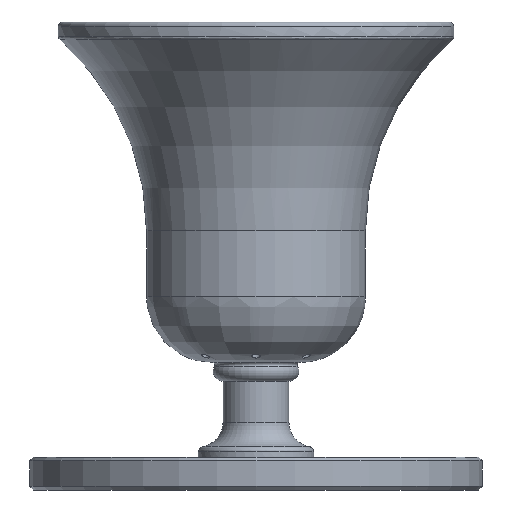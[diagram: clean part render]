
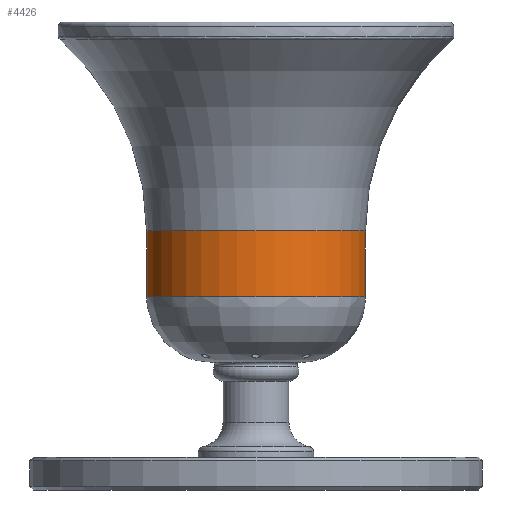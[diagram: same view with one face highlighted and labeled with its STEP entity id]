
A CAD part, front view. The second image highlights one B-rep face of the part: STEP entity #4426.
In plain terms, the highlighted cylindrical face has radius 33.2 mm (diameter 66.4 mm), a full revolution.
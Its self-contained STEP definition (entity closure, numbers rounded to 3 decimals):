
#2040 = SURFACE_OF_REVOLUTION('',#2041,#2046);
#2041 = CIRCLE('',#2042,19.909);
#2042 = AXIS2_PLACEMENT_3D('',#2043,#2044,#2045);
#2043 = CARTESIAN_POINT('',(13.291,0.,55.609)
  );
#2044 = DIRECTION('',(0.,-1.,0.));
#2045 = DIRECTION('',(1.,0.,0.));
#2046 = AXIS1_PLACEMENT('',#2047,#2048);
#2047 = CARTESIAN_POINT('',(0.,0.,0.));
#2048 = DIRECTION('',(0.,0.,-1.));
#2239 = VERTEX_POINT('',#2240);
#2240 = CARTESIAN_POINT('',(33.2,0.,55.609));
#2262 = EDGE_CURVE('',#2239,#2239,#2263,.T.);
#2263 = SURFACE_CURVE('',#2264,(#2269,#2276),.PCURVE_S1.);
#2264 = CIRCLE('',#2265,33.2);
#2265 = AXIS2_PLACEMENT_3D('',#2266,#2267,#2268);
#2266 = CARTESIAN_POINT('',(0.,0.,55.609));
#2267 = DIRECTION('',(0.,0.,-1.));
#2268 = DIRECTION('',(1.,0.,0.));
#2269 = PCURVE('',#2040,#2270);
#2270 = DEFINITIONAL_REPRESENTATION('',(#2271),#2275);
#2271 = LINE('',#2272,#2273);
#2272 = CARTESIAN_POINT('',(0.,6.283));
#2273 = VECTOR('',#2274,1.);
#2274 = DIRECTION('',(1.,0.));
#2275 = ( GEOMETRIC_REPRESENTATION_CONTEXT(2) 
PARAMETRIC_REPRESENTATION_CONTEXT() REPRESENTATION_CONTEXT('2D SPACE',''
  ) );
#2276 = PCURVE('',#2277,#2282);
#2277 = CYLINDRICAL_SURFACE('',#2278,33.2);
#2278 = AXIS2_PLACEMENT_3D('',#2279,#2280,#2281);
#2279 = CARTESIAN_POINT('',(0.,0.,55.609));
#2280 = DIRECTION('',(0.,0.,1.));
#2281 = DIRECTION('',(1.,0.,0.));
#2282 = DEFINITIONAL_REPRESENTATION('',(#2283),#2287);
#2283 = LINE('',#2284,#2285);
#2284 = CARTESIAN_POINT('',(-0.,0.));
#2285 = VECTOR('',#2286,1.);
#2286 = DIRECTION('',(-1.,0.));
#2287 = ( GEOMETRIC_REPRESENTATION_CONTEXT(2) 
PARAMETRIC_REPRESENTATION_CONTEXT() REPRESENTATION_CONTEXT('2D SPACE',''
  ) );
#4426 = ADVANCED_FACE('',(#4427),#2277,.T.);
#4427 = FACE_BOUND('',#4428,.F.);
#4428 = EDGE_LOOP('',(#4429,#4430,#4453,#4480));
#4429 = ORIENTED_EDGE('',*,*,#2262,.T.);
#4430 = ORIENTED_EDGE('',*,*,#4431,.T.);
#4431 = EDGE_CURVE('',#2239,#4432,#4434,.T.);
#4432 = VERTEX_POINT('',#4433);
#4433 = CARTESIAN_POINT('',(33.2,0.,75.609));
#4434 = SEAM_CURVE('',#4435,(#4439,#4446),.PCURVE_S1.);
#4435 = LINE('',#4436,#4437);
#4436 = CARTESIAN_POINT('',(33.2,0.,55.609));
#4437 = VECTOR('',#4438,1.);
#4438 = DIRECTION('',(0.,0.,1.));
#4439 = PCURVE('',#2277,#4440);
#4440 = DEFINITIONAL_REPRESENTATION('',(#4441),#4445);
#4441 = LINE('',#4442,#4443);
#4442 = CARTESIAN_POINT('',(-0.,0.));
#4443 = VECTOR('',#4444,1.);
#4444 = DIRECTION('',(-0.,1.));
#4445 = ( GEOMETRIC_REPRESENTATION_CONTEXT(2) 
PARAMETRIC_REPRESENTATION_CONTEXT() REPRESENTATION_CONTEXT('2D SPACE',''
  ) );
#4446 = PCURVE('',#2277,#4447);
#4447 = DEFINITIONAL_REPRESENTATION('',(#4448),#4452);
#4448 = LINE('',#4449,#4450);
#4449 = CARTESIAN_POINT('',(-6.283,0.));
#4450 = VECTOR('',#4451,1.);
#4451 = DIRECTION('',(-0.,1.));
#4452 = ( GEOMETRIC_REPRESENTATION_CONTEXT(2) 
PARAMETRIC_REPRESENTATION_CONTEXT() REPRESENTATION_CONTEXT('2D SPACE',''
  ) );
#4453 = ORIENTED_EDGE('',*,*,#4454,.F.);
#4454 = EDGE_CURVE('',#4432,#4432,#4455,.T.);
#4455 = SURFACE_CURVE('',#4456,(#4461,#4468),.PCURVE_S1.);
#4456 = CIRCLE('',#4457,33.2);
#4457 = AXIS2_PLACEMENT_3D('',#4458,#4459,#4460);
#4458 = CARTESIAN_POINT('',(0.,0.,75.609));
#4459 = DIRECTION('',(0.,0.,-1.));
#4460 = DIRECTION('',(1.,0.,0.));
#4461 = PCURVE('',#2277,#4462);
#4462 = DEFINITIONAL_REPRESENTATION('',(#4463),#4467);
#4463 = LINE('',#4464,#4465);
#4464 = CARTESIAN_POINT('',(-0.,20.));
#4465 = VECTOR('',#4466,1.);
#4466 = DIRECTION('',(-1.,0.));
#4467 = ( GEOMETRIC_REPRESENTATION_CONTEXT(2) 
PARAMETRIC_REPRESENTATION_CONTEXT() REPRESENTATION_CONTEXT('2D SPACE',''
  ) );
#4468 = PCURVE('',#4469,#4474);
#4469 = TOROIDAL_SURFACE('',#4470,109.992,76.792);
#4470 = AXIS2_PLACEMENT_3D('',#4471,#4472,#4473);
#4471 = CARTESIAN_POINT('',(0.,0.,75.609));
#4472 = DIRECTION('',(0.,0.,1.));
#4473 = DIRECTION('',(1.,0.,0.));
#4474 = DEFINITIONAL_REPRESENTATION('',(#4475),#4479);
#4475 = LINE('',#4476,#4477);
#4476 = CARTESIAN_POINT('',(-0.,3.142));
#4477 = VECTOR('',#4478,1.);
#4478 = DIRECTION('',(-1.,0.));
#4479 = ( GEOMETRIC_REPRESENTATION_CONTEXT(2) 
PARAMETRIC_REPRESENTATION_CONTEXT() REPRESENTATION_CONTEXT('2D SPACE',''
  ) );
#4480 = ORIENTED_EDGE('',*,*,#4431,.F.);
